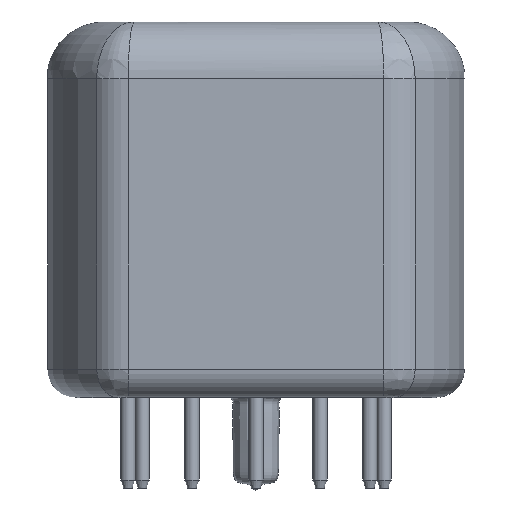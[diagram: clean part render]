
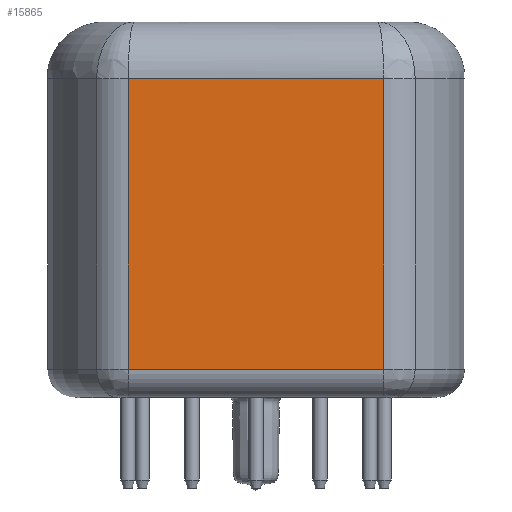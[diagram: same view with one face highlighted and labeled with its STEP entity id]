
A CAD part, left-side view. The second image highlights one B-rep face of the part: STEP entity #15865.
In plain terms, the highlighted planar face has unit normal (-1, 0, 0).
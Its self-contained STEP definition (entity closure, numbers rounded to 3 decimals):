
#1188=FACE_OUTER_BOUND('',#2070,.T.);
#2070=EDGE_LOOP('',(#10642,#10643,#10644,#10645));
#3346=LINE('',#21251,#5022);
#3347=LINE('',#21254,#5023);
#3348=LINE('',#21256,#5024);
#3349=LINE('',#21257,#5025);
#5022=VECTOR('',#17640,10.);
#5023=VECTOR('',#17643,10.);
#5024=VECTOR('',#17644,10.);
#5025=VECTOR('',#17645,10.);
#6704=VERTEX_POINT('',#21247);
#6705=VERTEX_POINT('',#21249);
#6706=VERTEX_POINT('',#21253);
#6707=VERTEX_POINT('',#21255);
#8270=EDGE_CURVE('',#6705,#6704,#3346,.T.);
#8271=EDGE_CURVE('',#6704,#6706,#3347,.T.);
#8272=EDGE_CURVE('',#6707,#6705,#3348,.T.);
#8273=EDGE_CURVE('',#6707,#6706,#3349,.T.);
#10642=ORIENTED_EDGE('',*,*,#8271,.F.);
#10643=ORIENTED_EDGE('',*,*,#8270,.F.);
#10644=ORIENTED_EDGE('',*,*,#8272,.F.);
#10645=ORIENTED_EDGE('',*,*,#8273,.T.);
#15333=PLANE('',#16811);
#15865=ADVANCED_FACE('',(#1188),#15333,.T.);
#16811=AXIS2_PLACEMENT_3D('',#21252,#17641,#17642);
#17640=DIRECTION('',(0.,0.,1.));
#17641=DIRECTION('center_axis',(-1.,0.,0.));
#17642=DIRECTION('ref_axis',(0.,-1.,0.));
#17643=DIRECTION('',(0.,-1.,0.));
#17644=DIRECTION('',(0.,1.,0.));
#17645=DIRECTION('',(0.,0.,1.));
#21247=CARTESIAN_POINT('',(0.,23.678,22.4));
#21249=CARTESIAN_POINT('',(0.,23.678,2.));
#21251=CARTESIAN_POINT('',(0.,23.678,0.));
#21252=CARTESIAN_POINT('Origin',(0.,23.678,0.));
#21253=CARTESIAN_POINT('',(0.,5.722,22.4));
#21254=CARTESIAN_POINT('',(0.,19.189,22.4));
#21255=CARTESIAN_POINT('',(0.,5.722,2.));
#21256=CARTESIAN_POINT('',(0.,19.189,2.));
#21257=CARTESIAN_POINT('',(0.,5.722,0.));
